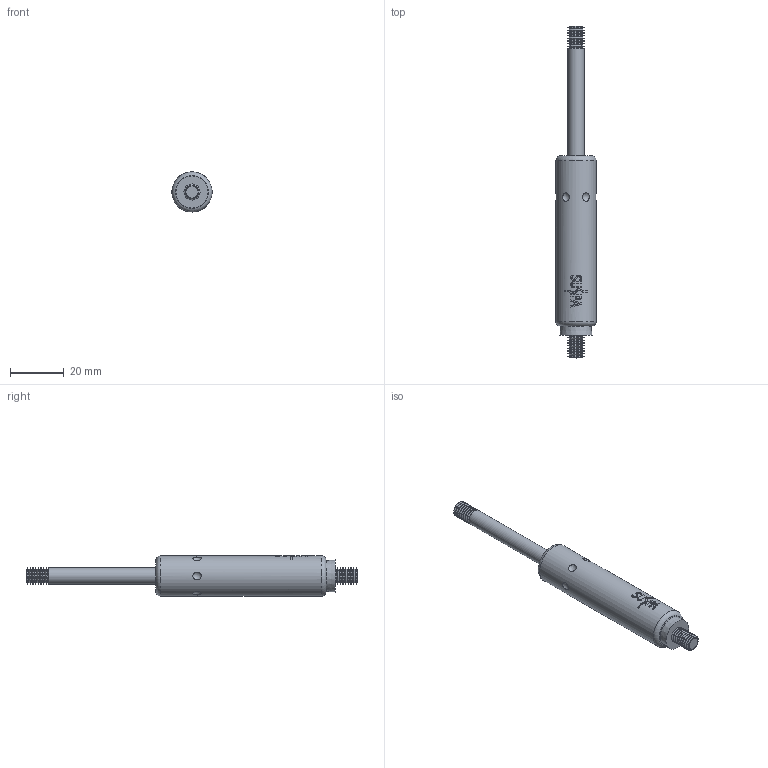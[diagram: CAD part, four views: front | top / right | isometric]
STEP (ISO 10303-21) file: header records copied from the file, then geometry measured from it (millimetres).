
FILE_DESCRIPTION(/* description */ (''),/* implementation_level */ '2;1');
FILE_NAME(/* name */ 'SG-01624518.stp',/* time_stamp */ '2019-10-01T14:09:56+02:00',/* author */ (''),/* organization */ (''),/* preprocessor_version */ 'ST-DEVELOPER v15.2',/* originating_system */ 'Autodesk Translator Framework v2.0.0.5431',/* authorisation */ '');
FILE_SCHEMA (('AUTOMOTIVE_DESIGN { 1 0 10303 214 3 1 1 }'));
Length unit declared in the file: centimetre
Products named in the file (1): (Unsaved)
Bounding box: 15 x 124 x 15 mm (x, y, z)
Volume: 12049.9 mm3; surface area: 5471.2 mm2
Topology: 2 solids, 2 shells, 163 faces, 375 edges, 233 vertices
Faces by surface type: cylinder 51, plane 48, cone 38, torus 20, sphere 6
Full cylindrical faces by diameter (mm): 6 x18, 15 x1
Entity records: 4642 total; most frequent: CARTESIAN_POINT 1352, DIRECTION 685, ORIENTED_EDGE 564, AXIS2_PLACEMENT_3D 291, EDGE_CURVE 282, EDGE_LOOP 257, VERTEX_POINT 217, ADVANCED_FACE 163
